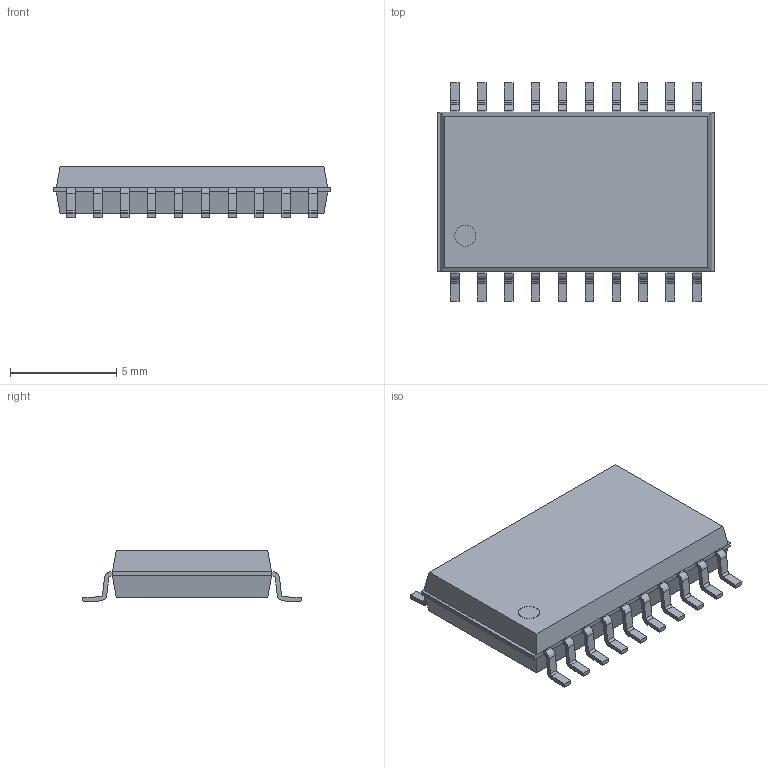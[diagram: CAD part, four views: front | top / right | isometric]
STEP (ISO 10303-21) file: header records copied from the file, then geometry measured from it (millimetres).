
FILE_DESCRIPTION (( 'STEP AP214' ), '1' );
FILE_NAME ('SOIC20.STEP', '2018-02-08T01:12:19', ( 'admin' ), ( 'Microsoft' ), 'SwSTEP 2.0', 'SolidWorks 2015', '' );
FILE_SCHEMA (( 'AUTOMOTIVE_DESIGN' ));
Length unit declared in the file: millimetre
Products named in the file (1): SOIC20
Bounding box: 13.1 x 10.3 x 2.45 mm (x, y, z)
Volume: 212.8 mm3; surface area: 333.1 mm2
Topology: 21 solids, 21 shells, 301 faces, 766 edges, 508 vertices
Faces by surface type: plane 219, cylinder 82
Entity records: 12180 total; most frequent: CARTESIAN_POINT 1576, DIRECTION 1534, ORIENTED_EDGE 1532, EDGE_CURVE 766, LINE 602, VECTOR 602, VERTEX_POINT 508, AXIS2_PLACEMENT_3D 466
